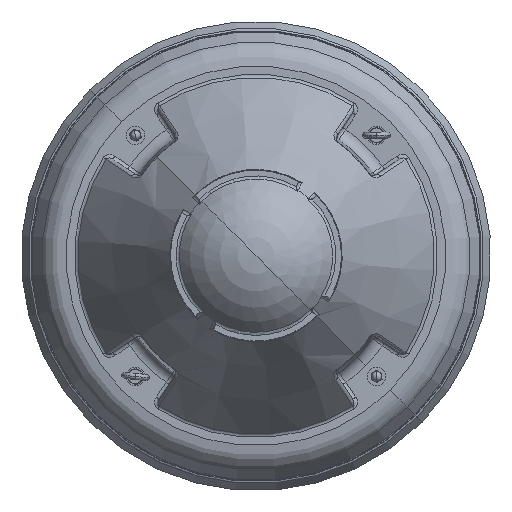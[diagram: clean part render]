
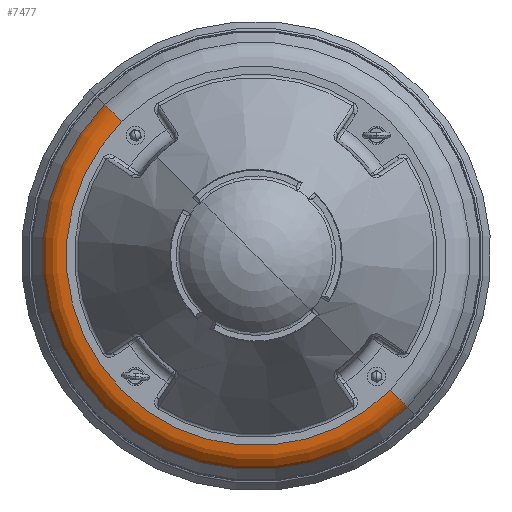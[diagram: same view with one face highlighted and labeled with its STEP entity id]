
A CAD part, top view. The second image highlights one B-rep face of the part: STEP entity #7477.
In plain terms, the highlighted toroidal (fillet/blend) face has major radius 307.063 mm and minor radius 45 mm.
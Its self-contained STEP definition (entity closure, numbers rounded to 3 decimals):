
#1716 = DIRECTION ( 'NONE',  ( -1., 0., 0. ) ) ;
#1989 = EDGE_LOOP ( 'NONE', ( #67667, #39992, #6616, #3413 ) ) ;
#2590 = EDGE_CURVE ( 'NONE', #52956, #54523, #68138, .T. ) ;
#3413 = ORIENTED_EDGE ( 'NONE', *, *, #15386, .F. ) ;
#5449 = FACE_OUTER_BOUND ( 'NONE', #1989, .T. ) ;
#6616 = ORIENTED_EDGE ( 'NONE', *, *, #38810, .F. ) ;
#7477 = ADVANCED_FACE ( 'NONE', ( #5449 ), #51724, .T. ) ;
#9683 = AXIS2_PLACEMENT_3D ( 'NONE', #28412, #50094, #17851 ) ;
#11347 = AXIS2_PLACEMENT_3D ( 'NONE', #29786, #25299, #62561 ) ;
#12939 = CIRCLE ( 'NONE', #22484, 45. ) ;
#13273 = DIRECTION ( 'NONE',  ( 1., 0., 0. ) ) ;
#13899 = VERTEX_POINT ( 'NONE', #19177 ) ;
#14681 = AXIS2_PLACEMENT_3D ( 'NONE', #25509, #63946, #47197 ) ;
#15386 = EDGE_CURVE ( 'NONE', #16480, #13899, #12939, .T. ) ;
#15465 = CIRCLE ( 'NONE', #11347, 346.034 ) ;
#16480 = VERTEX_POINT ( 'NONE', #67652 ) ;
#17851 = DIRECTION ( 'NONE',  ( -1., 0., 0. ) ) ;
#19177 = CARTESIAN_POINT ( 'NONE',  ( -307.063, 76., 0. ) ) ;
#22484 = AXIS2_PLACEMENT_3D ( 'NONE', #55321, #44718, #1716 ) ;
#25299 = DIRECTION ( 'NONE',  ( 0., 1., 0. ) ) ;
#25509 = CARTESIAN_POINT ( 'NONE',  ( 0., 76., 0. ) ) ;
#25930 = CIRCLE ( 'NONE', #14681, 307.063 ) ;
#28412 = CARTESIAN_POINT ( 'NONE',  ( 0., 31., 0. ) ) ;
#29786 = CARTESIAN_POINT ( 'NONE',  ( 0., 53.5, 0. ) ) ;
#30120 = EDGE_CURVE ( 'NONE', #16480, #52956, #15465, .T. ) ;
#38810 = EDGE_CURVE ( 'NONE', #13899, #54523, #25930, .T. ) ;
#39992 = ORIENTED_EDGE ( 'NONE', *, *, #2590, .T. ) ;
#40327 = CARTESIAN_POINT ( 'NONE',  ( 307.063, 31., 0. ) ) ;
#44718 = DIRECTION ( 'NONE',  ( 0., 0., -1. ) ) ;
#47197 = DIRECTION ( 'NONE',  ( -1., 0., 0. ) ) ;
#47322 = CARTESIAN_POINT ( 'NONE',  ( 307.063, 76., 0. ) ) ;
#50094 = DIRECTION ( 'NONE',  ( 0., 1., 0. ) ) ;
#50361 = CARTESIAN_POINT ( 'NONE',  ( 346.034, 53.5, 0. ) ) ;
#51724 = TOROIDAL_SURFACE ( 'NONE', #9683, 307.063, 45. ) ;
#52956 = VERTEX_POINT ( 'NONE', #50361 ) ;
#54523 = VERTEX_POINT ( 'NONE', #47322 ) ;
#55321 = CARTESIAN_POINT ( 'NONE',  ( -307.063, 31., 0. ) ) ;
#57851 = AXIS2_PLACEMENT_3D ( 'NONE', #40327, #61294, #13273 ) ;
#61294 = DIRECTION ( 'NONE',  ( 0., 0., 1. ) ) ;
#62561 = DIRECTION ( 'NONE',  ( -1., 0., 0. ) ) ;
#63946 = DIRECTION ( 'NONE',  ( 0., 1., 0. ) ) ;
#67652 = CARTESIAN_POINT ( 'NONE',  ( -346.034, 53.5, 0. ) ) ;
#67667 = ORIENTED_EDGE ( 'NONE', *, *, #30120, .T. ) ;
#68138 = CIRCLE ( 'NONE', #57851, 45. ) ;
